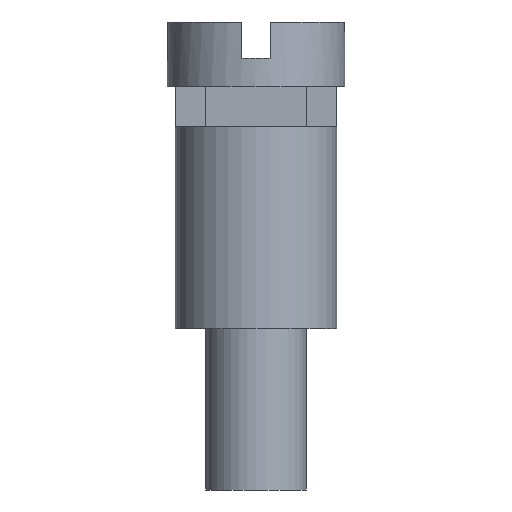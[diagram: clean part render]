
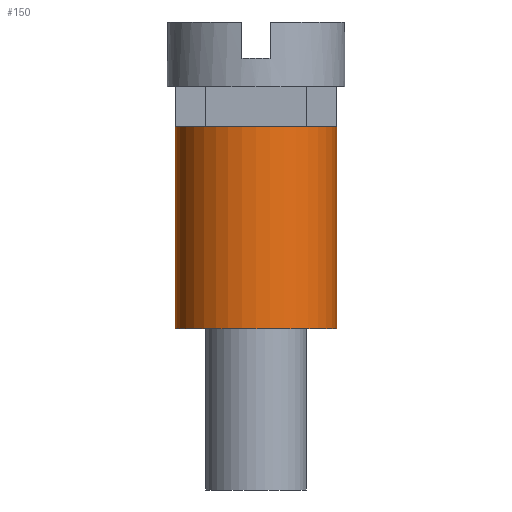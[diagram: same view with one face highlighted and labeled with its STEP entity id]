
A CAD part, left-side view. The second image highlights one B-rep face of the part: STEP entity #150.
In plain terms, the highlighted cylindrical face has radius 2 mm (diameter 4 mm), a full revolution.
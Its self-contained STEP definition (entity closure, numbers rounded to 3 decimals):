
#150=ADVANCED_FACE('',(#222),#202,.T.);
#202=CYLINDRICAL_SURFACE('',#1105,2.);
#222=FACE_OUTER_BOUND('',#276,.T.);
#276=EDGE_LOOP('',(#581,#582,#583,#584));
#346=LINE('',#1523,#448);
#448=VECTOR('',#1235,1.);
#581=ORIENTED_EDGE('',*,*,#928,.F.);
#582=ORIENTED_EDGE('',*,*,#929,.T.);
#583=ORIENTED_EDGE('',*,*,#930,.T.);
#584=ORIENTED_EDGE('',*,*,#929,.F.);
#829=VERTEX_POINT('',#1522);
#830=VERTEX_POINT('',#1524);
#928=EDGE_CURVE('',#829,#829,#1055,.T.);
#929=EDGE_CURVE('',#829,#830,#346,.T.);
#930=EDGE_CURVE('',#830,#830,#1056,.T.);
#1055=CIRCLE('',#1103,2.);
#1056=CIRCLE('',#1104,2.);
#1103=AXIS2_PLACEMENT_3D('',#1521,#1233,#1234);
#1104=AXIS2_PLACEMENT_3D('',#1525,#1236,#1237);
#1105=AXIS2_PLACEMENT_3D('',#1526,#1238,#1239);
#1233=DIRECTION('',(0.,0.,1.));
#1234=DIRECTION('',(1.,0.,0.));
#1235=DIRECTION('',(0.,0.,-1.));
#1236=DIRECTION('',(0.,0.,1.));
#1237=DIRECTION('',(1.,0.,0.));
#1238=DIRECTION('',(0.,0.,-1.));
#1239=DIRECTION('',(1.,0.,0.));
#1521=CARTESIAN_POINT('',(0.,0.,0.));
#1522=CARTESIAN_POINT('',(2.,0.,0.));
#1523=CARTESIAN_POINT('',(2.,0.,-2.5));
#1524=CARTESIAN_POINT('',(2.,0.,-5.));
#1525=CARTESIAN_POINT('',(0.,0.,-5.));
#1526=CARTESIAN_POINT('',(0.,0.,0.));
